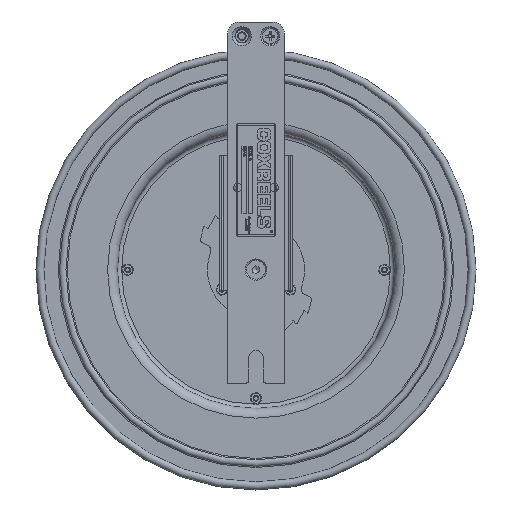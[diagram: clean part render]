
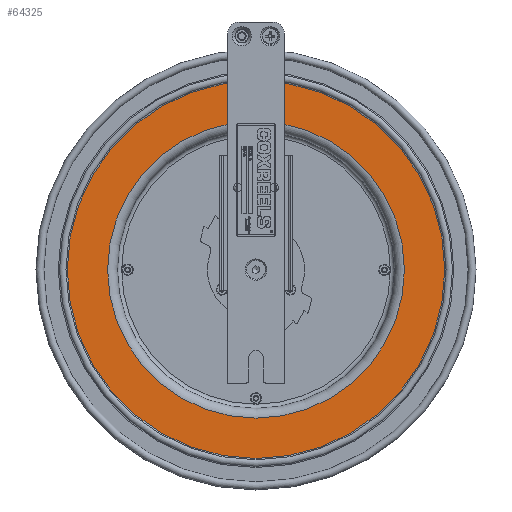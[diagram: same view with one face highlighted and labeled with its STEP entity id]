
A CAD part, top view. The second image highlights one B-rep face of the part: STEP entity #64325.
In plain terms, the highlighted planar face has unit normal (0, 0, 1).
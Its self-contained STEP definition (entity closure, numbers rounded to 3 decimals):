
#357=FACE_BOUND('',#10801,.T.);
#2254=PLANE('',#68311);
#7908=FACE_OUTER_BOUND('',#10800,.T.);
#10800=EDGE_LOOP('',(#58911,#58912));
#10801=EDGE_LOOP('',(#58913,#58914));
#24992=CIRCLE('',#68308,6.575);
#24993=CIRCLE('',#68309,6.575);
#24995=CIRCLE('',#68312,8.363);
#24996=CIRCLE('',#68313,8.363);
#32703=VERTEX_POINT('',#117401);
#32704=VERTEX_POINT('',#117402);
#32705=VERTEX_POINT('',#117407);
#32706=VERTEX_POINT('',#117408);
#43237=EDGE_CURVE('',#32703,#32704,#24992,.T.);
#43238=EDGE_CURVE('',#32704,#32703,#24993,.T.);
#43240=EDGE_CURVE('',#32705,#32706,#24995,.T.);
#43241=EDGE_CURVE('',#32706,#32705,#24996,.T.);
#58911=ORIENTED_EDGE('',*,*,#43240,.F.);
#58912=ORIENTED_EDGE('',*,*,#43241,.F.);
#58913=ORIENTED_EDGE('',*,*,#43237,.T.);
#58914=ORIENTED_EDGE('',*,*,#43238,.T.);
#64325=ADVANCED_FACE('',(#7908,#357),#2254,.T.);
#68308=AXIS2_PLACEMENT_3D('',#117403,#82052,#82053);
#68309=AXIS2_PLACEMENT_3D('',#117404,#82054,#82055);
#68311=AXIS2_PLACEMENT_3D('',#117406,#82058,#82059);
#68312=AXIS2_PLACEMENT_3D('',#117409,#82060,#82061);
#68313=AXIS2_PLACEMENT_3D('',#117410,#82062,#82063);
#82052=DIRECTION('center_axis',(0.,0.,
-1.));
#82053=DIRECTION('ref_axis',(-1.,0.,0.));
#82054=DIRECTION('center_axis',(0.,0.,
-1.));
#82055=DIRECTION('ref_axis',(-1.,0.,0.));
#82058=DIRECTION('center_axis',(0.,0.,
1.));
#82059=DIRECTION('ref_axis',(0.,1.,0.));
#82060=DIRECTION('center_axis',(0.,0.,
-1.));
#82061=DIRECTION('ref_axis',(-1.,0.,0.));
#82062=DIRECTION('center_axis',(0.,0.,
-1.));
#82063=DIRECTION('ref_axis',(-1.,0.,0.));
#117401=CARTESIAN_POINT('',(-6.575,-2.975,-0.87));
#117402=CARTESIAN_POINT('',(0.,3.6,-0.87));
#117403=CARTESIAN_POINT('Origin',(0.,-2.975,-0.87));
#117404=CARTESIAN_POINT('Origin',(0.,-2.975,-0.87));
#117406=CARTESIAN_POINT('Origin',(-7.469,-2.975,-0.87));
#117407=CARTESIAN_POINT('',(-8.363,-2.975,-0.87));
#117408=CARTESIAN_POINT('',(0.,5.388,-0.87));
#117409=CARTESIAN_POINT('Origin',(0.,-2.975,-0.87));
#117410=CARTESIAN_POINT('Origin',(0.,-2.975,-0.87));
